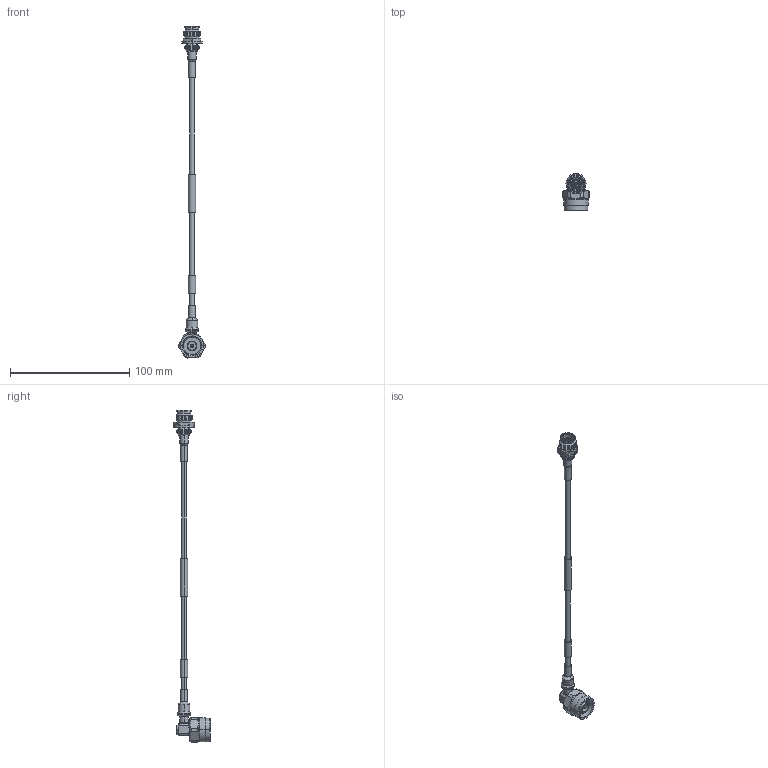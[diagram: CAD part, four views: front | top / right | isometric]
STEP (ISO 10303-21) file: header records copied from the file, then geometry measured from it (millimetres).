
FILE_DESCRIPTION (( 'STEP AP214' ), '1' );
FILE_NAME ('FMCA2531_3D.step', '2024-06-18T04:38:57', ( '' ), ( '' ), 'SwSTEP 2.0', 'SolidWorks 2022', '' );
FILE_SCHEMA (( 'AUTOMOTIVE_DESIGN' ));
Length unit declared in the file: inch
Products named in the file (5): TC-402-NM-RA-LP-PE_3D^FMCA2531; Heat Shrink^FMCA2531; TFT-5G-402^FMCA2531; FMCA2531_3D; TC-402-225F-LP-PE_3D^FMCA2531
Assembly tree (4 placements, depth 2):
  FMCA2531_3D
    TFT-5G-402^FMCA2531
    Heat Shrink^FMCA2531
    TC-402-225F-LP-PE_3D^FMCA2531
    TC-402-NM-RA-LP-PE_3D^FMCA2531
Bounding box: 21.9 x 30.28 x 278.02 mm (x, y, z)
Volume: 12980 mm3; surface area: 11263.8 mm2
Topology: 5 solids, 5 shells, 375 faces, 906 edges, 573 vertices
Faces by surface type: cylinder 132, plane 117, cone 101, torus 15, bspline 10
Entity records: 13025 total; most frequent: CARTESIAN_POINT 3947, DIRECTION 1953, ORIENTED_EDGE 1808, EDGE_CURVE 904, AXIS2_PLACEMENT_3D 801, VERTEX_POINT 573, CIRCLE 429, EDGE_LOOP 413
